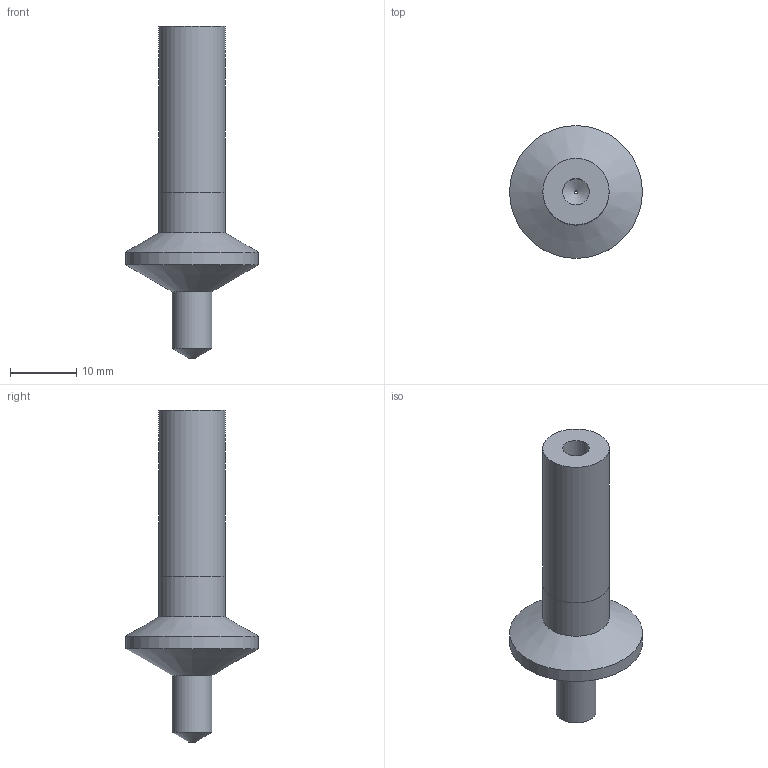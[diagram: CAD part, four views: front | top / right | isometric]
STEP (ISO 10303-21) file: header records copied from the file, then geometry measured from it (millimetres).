
FILE_DESCRIPTION((''),'2;1');
FILE_NAME('NOZZLE.STP','2016-01-07T00:23:41',(''),(''),'STEP Write','Mastercam V9 ... CNC Software, Inc.','');
FILE_SCHEMA(('CONFIG_CONTROL_DESIGN'));
Length unit declared in the file: millimetre
Bounding box: 20 x 20 x 50 mm (x, y, z)
Volume: 3816.8 mm3; surface area: 3246.4 mm2
Topology: 2 solids, 2 shells, 23 faces, 41 edges, 25 vertices
Faces by surface type: cylinder 11, plane 6, cone 4, torus 2
Full cylindrical faces by diameter (mm): 0.4 x1, 4 x2, 6 x1, 8 x4, 10 x2, 20 x1
Entity records: 564 total; most frequent: DIRECTION 90, CARTESIAN_POINT 70, ORIENTED_EDGE 46, EDGE_LOOP 46, AXIS2_PLACEMENT_3D 45, FACE_BOUND 36, CIRCLE 24, VERTEX_POINT 23
